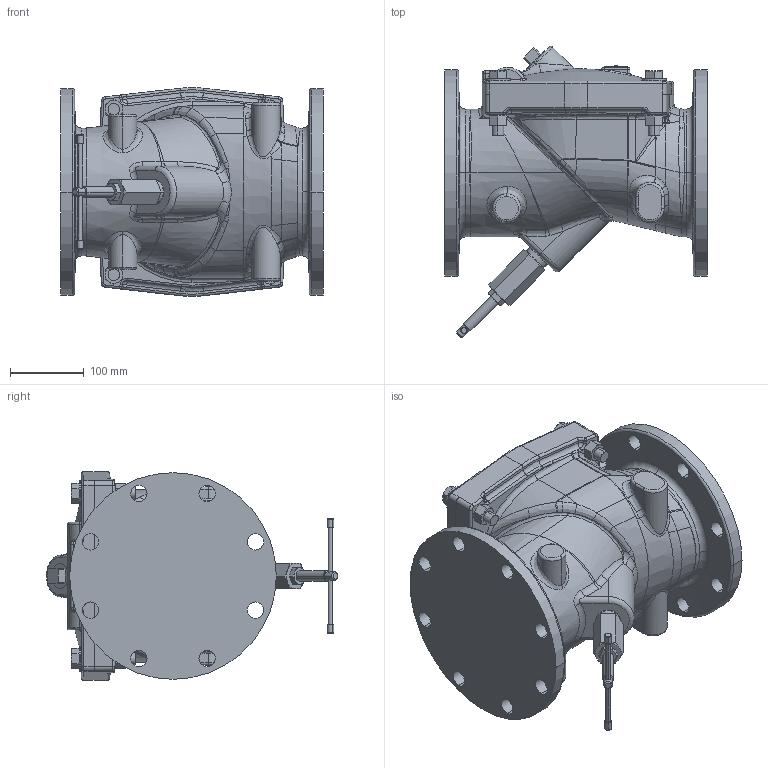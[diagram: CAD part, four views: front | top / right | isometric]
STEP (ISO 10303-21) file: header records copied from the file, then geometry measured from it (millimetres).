
FILE_DESCRIPTION((''),'2;1');
FILE_NAME('506ABF_SW0001','2020-07-27T11:18:54',('tomb'),(''),'CREO PARAMETRIC BY PTC INC, 2020053','CREO PARAMETRIC BY PTC INC, 2020053','');
FILE_SCHEMA(('CONFIG_CONTROL_DESIGN'));
Products named in the file (1): 506ABF_SW0001
Bounding box: 355.6 x 393.97 x 282.37 mm (x, y, z)
Volume: 14888955.3 mm3; surface area: 591202.8 mm2
Topology: 1 solids, 1 shells, 896 faces, 2136 edges, 1264 vertices
Faces by surface type: bspline 320, cylinder 203, plane 174, cone 102, torus 71, sphere 22, revolution 4
Entity records: 57475 total; most frequent: CARTESIAN_POINT 39242, ORIENTED_EDGE 4260, DIRECTION 3142, EDGE_CURVE 2130, AXIS2_PLACEMENT_3D 1348, VERTEX_POINT 1264, EDGE_LOOP 970, B_SPLINE_CURVE_WITH_KNOTS 916
